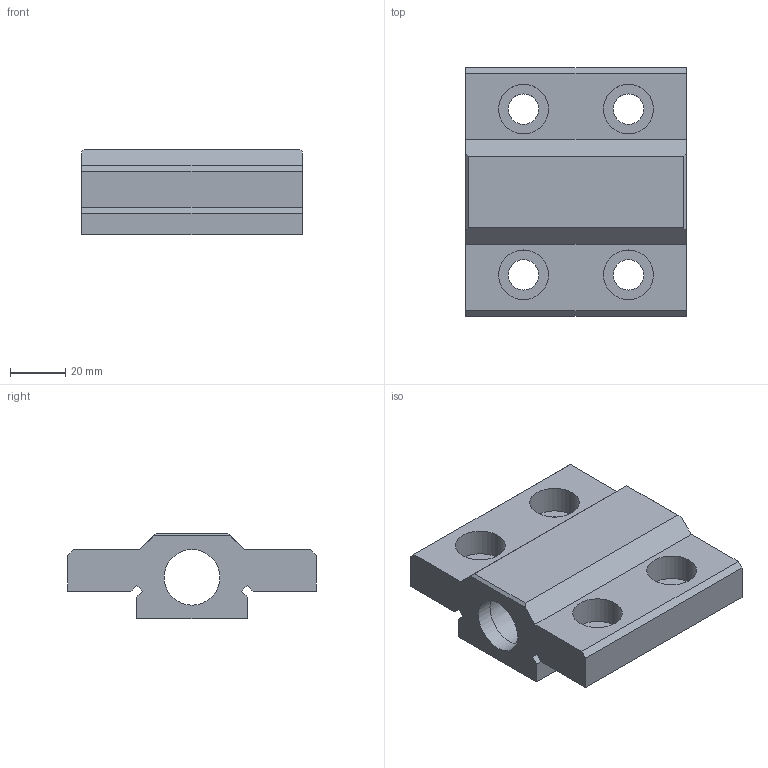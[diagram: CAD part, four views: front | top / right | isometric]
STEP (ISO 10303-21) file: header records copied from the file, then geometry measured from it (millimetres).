
FILE_DESCRIPTION(/* description */ (''),/* implementation_level */ '2;1');
FILE_NAME(/* name */ 'Part 040.stp',/* time_stamp */ '2015-02-21T13:05:33+02:00',/* author */ ('SFC'),/* organization */ (''),/* preprocessor_version */ 'ST-DEVELOPER v15.2',/* originating_system */ 'Autodesk Inventor 2014',/* authorisation */ '');
FILE_SCHEMA (('AUTOMOTIVE_DESIGN { 1 0 10303 214 3 1 1 }'));
Length unit declared in the file: millimetre
Products named in the file (1): Part 040
Bounding box: 80 x 90 x 31 mm (x, y, z)
Volume: 111738 mm3; surface area: 30111.3 mm2
Topology: 1 solids, 1 shells, 38 faces, 95 edges, 63 vertices
Faces by surface type: plane 28, cylinder 9, cone 1
Full cylindrical faces by diameter (mm): 11 x4, 18 x4, 20.145 x1
Entity records: 1155 total; most frequent: CARTESIAN_POINT 187, DIRECTION 182, ORIENTED_EDGE 170, EDGE_CURVE 85, LINE 66, VECTOR 66, VERTEX_POINT 63, EDGE_LOOP 62
